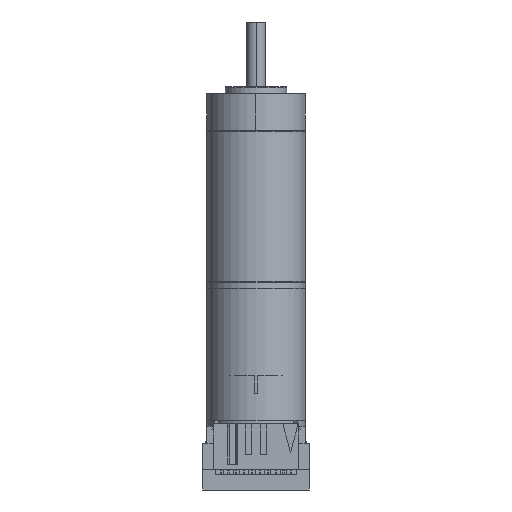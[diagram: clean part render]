
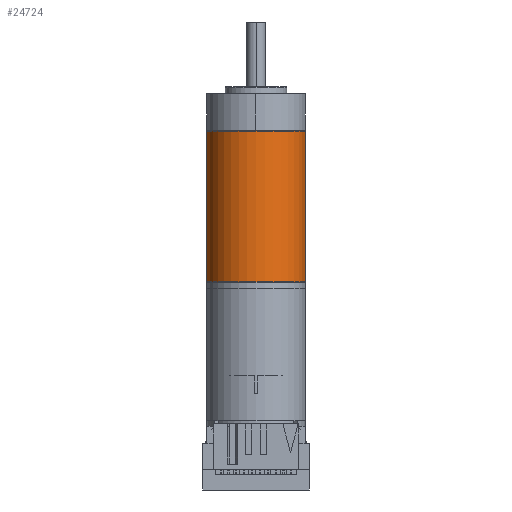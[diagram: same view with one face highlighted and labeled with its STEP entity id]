
A CAD part, front view. The second image highlights one B-rep face of the part: STEP entity #24724.
In plain terms, the highlighted cylindrical face has radius 8 mm (diameter 16 mm), a partial arc.
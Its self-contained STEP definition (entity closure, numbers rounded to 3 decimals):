
#24615=CARTESIAN_POINT('',(0.,0.,46.8));
#24616=DIRECTION('',(0.,0.,1.));
#24617=DIRECTION('',(-1.,0.,0.));
#24618=AXIS2_PLACEMENT_3D('',#24615,#24616,#24617);
#24620=DIRECTION('',(0.,0.,-1.));
#24621=VECTOR('',#24620,24.3);
#24622=CARTESIAN_POINT('',(8.,0.,
46.8));
#24623=LINE('',#24622,#24621);
#24624=CARTESIAN_POINT('',(0.,0.,22.5));
#24625=DIRECTION('',(0.,0.,-1.));
#24626=DIRECTION('',(1.,0.,0.));
#24627=AXIS2_PLACEMENT_3D('',#24624,#24625,#24626);
#24629=DIRECTION('',(0.,0.,1.));
#24630=VECTOR('',#24629,24.3);
#24631=CARTESIAN_POINT('',(-8.,0.,
22.5));
#24632=LINE('',#24631,#24630);
#24655=CARTESIAN_POINT('',(-8.,0.,46.8));
#24656=CARTESIAN_POINT('',(8.,0.,46.8));
#24657=VERTEX_POINT('',#24655);
#24658=VERTEX_POINT('',#24656);
#24663=CARTESIAN_POINT('',(8.,0.,22.5));
#24664=CARTESIAN_POINT('',(-8.,0.,22.5));
#24665=VERTEX_POINT('',#24663);
#24666=VERTEX_POINT('',#24664);
#24712=CARTESIAN_POINT('',(0.,0.,24.9));
#24713=DIRECTION('',(0.,0.,-1.));
#24714=DIRECTION('',(-1.,0.,0.));
#24715=AXIS2_PLACEMENT_3D('',#24712,#24713,#24714);
#24716=CYLINDRICAL_SURFACE('',#24715,8.);
#24717=ORIENTED_EDGE('',*,*,#24706,.T.);
#24718=ORIENTED_EDGE('',*,*,#24678,.T.);
#24720=ORIENTED_EDGE('',*,*,#24719,.T.);
#24721=ORIENTED_EDGE('',*,*,#24674,.T.);
#24722=EDGE_LOOP('',(#24717,#24718,#24720,#24721));
#24723=FACE_OUTER_BOUND('',#24722,.F.);
#24724=ADVANCED_FACE('',(#24723),#24716,.T.);
#24619=CIRCLE('',#24618,8.);
#24628=CIRCLE('',#24627,8.);
#24674=EDGE_CURVE('',#24666,#24657,#24632,.T.);
#24678=EDGE_CURVE('',#24658,#24665,#24623,.T.);
#24706=EDGE_CURVE('',#24657,#24658,#24619,.T.);
#24719=EDGE_CURVE('',#24665,#24666,#24628,.T.);
